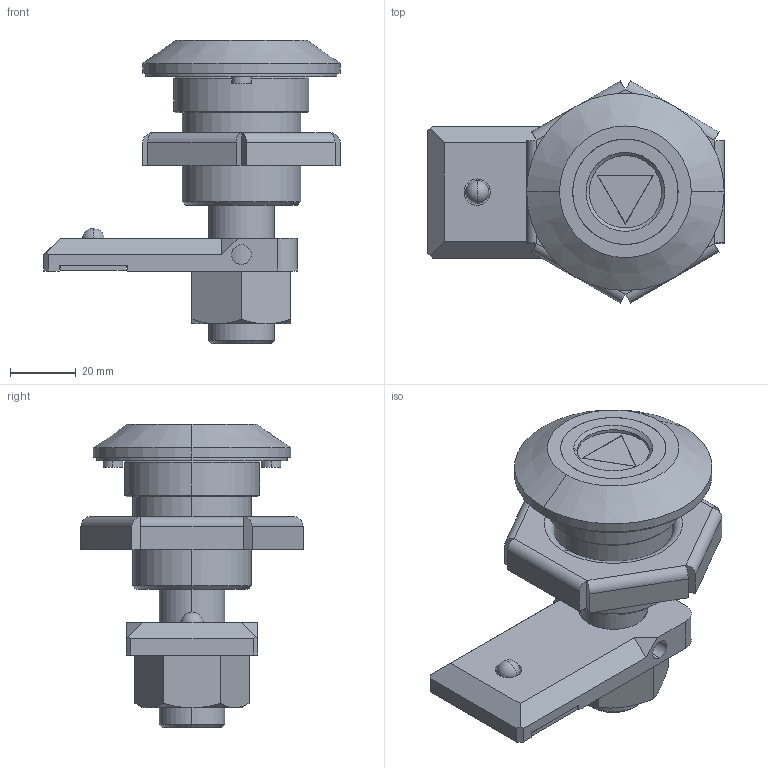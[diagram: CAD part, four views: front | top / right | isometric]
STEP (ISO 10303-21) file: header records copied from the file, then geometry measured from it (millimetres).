
FILE_DESCRIPTION (( 'STEP AP203' ), '1' );
FILE_NAME ('sone3D.STEP', '2014-01-08T03:49:35', ( '' ), ( '' ), 'SwSTEP 2.0', 'SolidWorks 2012', '' );
FILE_SCHEMA (( 'CONFIG_CONTROL_DESIGN' ));
Length unit declared in the file: millimetre
Products named in the file (12): sone3D; 六角ナットM20（1種）_JIS B 1181 Hexagon nut - Class 1 Finished M20 --N; A-1360止め板_; A-1360ピン_; A-1360本体取付ナット_; A-1360防水パッキン_; A-1360スペーサー_; A-1360儘僢僋僾儗乕僩A_; A-1360ロック板_; A-1360シリンダーA_; A-1360シャフトA_; A-1360本体_
Assembly tree (11 placements, depth 2):
  sone3D
    A-1360本体_
    A-1360シャフトA_
    A-1360シリンダーA_
    A-1360ロック板_
    A-1360儘僢僋僾儗乕僩A_
    A-1360スペーサー_
    A-1360防水パッキン_
    A-1360本体取付ナット_
    A-1360ピン_
    A-1360止め板_
    六角ナットM20（1種）_JIS B 1181 Hexagon nut - Class 1 Finished M20 --N
Bounding box: 90 x 67.45 x 92 mm (x, y, z)
Volume: 107360.4 mm3; surface area: 57408.8 mm2
Topology: 11 solids, 11 shells, 333 faces, 795 edges, 503 vertices
Faces by surface type: cylinder 149, plane 142, cone 38, torus 2, sphere 2
Entity records: 11465 total; most frequent: CARTESIAN_POINT 2195, DIRECTION 1779, ORIENTED_EDGE 1578, EDGE_CURVE 789, AXIS2_PLACEMENT_3D 675, VERTEX_POINT 503, VECTOR 429, LINE 429
